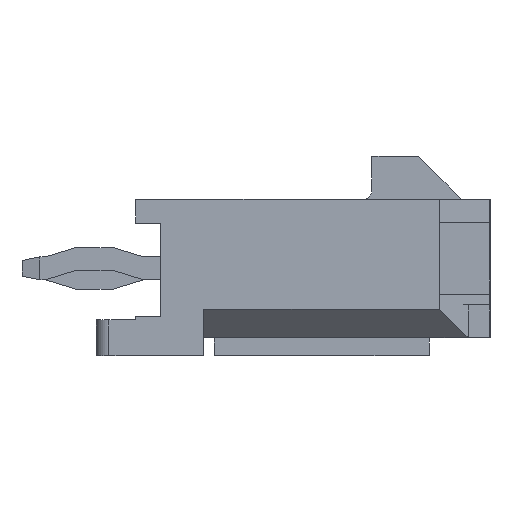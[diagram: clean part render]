
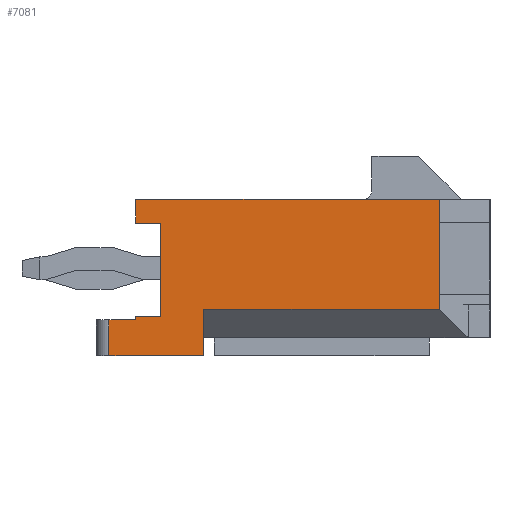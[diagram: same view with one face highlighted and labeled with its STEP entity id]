
A CAD part, left-side view. The second image highlights one B-rep face of the part: STEP entity #7081.
In plain terms, the highlighted planar face has unit normal (-1, 0, 0).
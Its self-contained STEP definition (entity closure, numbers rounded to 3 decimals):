
#865=ORIENTED_EDGE('',*,*,#2797,.F.);
#866=ORIENTED_EDGE('',*,*,#2798,.T.);
#867=ORIENTED_EDGE('',*,*,#2799,.F.);
#868=ORIENTED_EDGE('',*,*,#2800,.F.);
#869=ORIENTED_EDGE('',*,*,#2801,.F.);
#870=ORIENTED_EDGE('',*,*,#2237,.T.);
#871=ORIENTED_EDGE('',*,*,#2802,.T.);
#872=ORIENTED_EDGE('',*,*,#2803,.T.);
#873=ORIENTED_EDGE('',*,*,#2804,.T.);
#874=ORIENTED_EDGE('',*,*,#2805,.T.);
#875=ORIENTED_EDGE('',*,*,#2806,.T.);
#876=ORIENTED_EDGE('',*,*,#2807,.T.);
#877=ORIENTED_EDGE('',*,*,#2808,.T.);
#878=ORIENTED_EDGE('',*,*,#2809,.T.);
#2237=EDGE_CURVE('',#3261,#3260,#3923,.T.);
#2797=EDGE_CURVE('',#3704,#3705,#4483,.T.);
#2798=EDGE_CURVE('',#3704,#3706,#4484,.T.);
#2799=EDGE_CURVE('',#3707,#3706,#4485,.T.);
#2800=EDGE_CURVE('',#3708,#3707,#4486,.T.);
#2801=EDGE_CURVE('',#3261,#3708,#4487,.T.);
#2802=EDGE_CURVE('',#3260,#3709,#4488,.T.);
#2803=EDGE_CURVE('',#3709,#3710,#4489,.T.);
#2804=EDGE_CURVE('',#3710,#3711,#4490,.T.);
#2805=EDGE_CURVE('',#3711,#3712,#4491,.T.);
#2806=EDGE_CURVE('',#3712,#3713,#4492,.T.);
#2807=EDGE_CURVE('',#3713,#3714,#4493,.T.);
#2808=EDGE_CURVE('',#3714,#3715,#4494,.T.);
#2809=EDGE_CURVE('',#3715,#3705,#4495,.T.);
#3260=VERTEX_POINT('',#9929);
#3261=VERTEX_POINT('',#9931);
#3704=VERTEX_POINT('',#11033);
#3705=VERTEX_POINT('',#11034);
#3706=VERTEX_POINT('',#11036);
#3707=VERTEX_POINT('',#11038);
#3708=VERTEX_POINT('',#11040);
#3709=VERTEX_POINT('',#11043);
#3710=VERTEX_POINT('',#11045);
#3711=VERTEX_POINT('',#11047);
#3712=VERTEX_POINT('',#11049);
#3713=VERTEX_POINT('',#11051);
#3714=VERTEX_POINT('',#11053);
#3715=VERTEX_POINT('',#11055);
#3923=LINE('',#9930,#4941);
#4483=LINE('',#11032,#5501);
#4484=LINE('',#11035,#5502);
#4485=LINE('',#11037,#5503);
#4486=LINE('',#11039,#5504);
#4487=LINE('',#11041,#5505);
#4488=LINE('',#11042,#5506);
#4489=LINE('',#11044,#5507);
#4490=LINE('',#11046,#5508);
#4491=LINE('',#11048,#5509);
#4492=LINE('',#11050,#5510);
#4493=LINE('',#11052,#5511);
#4494=LINE('',#11054,#5512);
#4495=LINE('',#11056,#5513);
#4941=VECTOR('',#8053,1000.);
#5501=VECTOR('',#8811,1000.);
#5502=VECTOR('',#8812,1000.);
#5503=VECTOR('',#8813,1000.);
#5504=VECTOR('',#8814,1000.);
#5505=VECTOR('',#8815,1000.);
#5506=VECTOR('',#8816,1000.);
#5507=VECTOR('',#8817,1000.);
#5508=VECTOR('',#8818,1000.);
#5509=VECTOR('',#8819,1000.);
#5510=VECTOR('',#8820,1000.);
#5511=VECTOR('',#8821,1000.);
#5512=VECTOR('',#8822,1000.);
#5513=VECTOR('',#8823,1000.);
#5978=EDGE_LOOP('',(#865,#866,#867,#868,#869,#870,#871,#872,#873,#874,#875,
#876,#877,#878));
#6362=FACE_BOUND('',#5978,.T.);
#6723=PLANE('',#7645);
#7081=ADVANCED_FACE('',(#6362),#6723,.T.);
#7645=AXIS2_PLACEMENT_3D('',#11031,#8809,#8810);
#8053=DIRECTION('',(0.,1.,0.));
#8809=DIRECTION('',(-1.,0.,0.));
#8810=DIRECTION('',(0.,0.,1.));
#8811=DIRECTION('',(0.,0.,-1.));
#8812=DIRECTION('',(0.,-1.,0.));
#8813=DIRECTION('',(0.,0.,-1.));
#8814=DIRECTION('',(0.,0.,-1.));
#8815=DIRECTION('',(0.,0.,-1.));
#8816=DIRECTION('',(0.,0.,-1.));
#8817=DIRECTION('',(0.,-1.,0.));
#8818=DIRECTION('',(0.,0.,-1.));
#8819=DIRECTION('',(0.,1.,0.));
#8820=DIRECTION('',(0.,0.,-1.));
#8821=DIRECTION('',(0.,1.,0.));
#8822=DIRECTION('',(0.,0.,-1.));
#8823=DIRECTION('',(0.,-1.,0.));
#9929=CARTESIAN_POINT('',(-16.825,4.95,2.185));
#9930=CARTESIAN_POINT('',(-16.825,-4.95,2.185));
#9931=CARTESIAN_POINT('',(-16.825,-3.536,2.185));
#11031=CARTESIAN_POINT('',(-16.825,0.,0.));
#11032=CARTESIAN_POINT('',(-16.825,3.05,-1.685));
#11033=CARTESIAN_POINT('',(-16.825,3.05,-0.885));
#11034=CARTESIAN_POINT('',(-16.825,3.05,-2.185));
#11035=CARTESIAN_POINT('',(-16.825,0.,-0.885));
#11036=CARTESIAN_POINT('',(-16.825,-3.536,-0.885));
#11037=CARTESIAN_POINT('',(-16.825,-3.536,0.));
#11038=CARTESIAN_POINT('',(-16.825,-3.536,-0.465));
#11039=CARTESIAN_POINT('',(-16.825,-3.536,1.535));
#11040=CARTESIAN_POINT('',(-16.825,-3.536,1.535));
#11041=CARTESIAN_POINT('',(-16.825,-3.536,0.));
#11042=CARTESIAN_POINT('',(-16.825,4.95,2.185));
#11043=CARTESIAN_POINT('',(-16.825,4.95,1.515));
#11044=CARTESIAN_POINT('',(-16.825,0.,1.515));
#11045=CARTESIAN_POINT('',(-16.825,4.25,1.515));
#11046=CARTESIAN_POINT('',(-16.825,4.25,0.));
#11047=CARTESIAN_POINT('',(-16.825,4.25,-1.085));
#11048=CARTESIAN_POINT('',(-16.825,0.,-1.085));
#11049=CARTESIAN_POINT('',(-16.825,4.95,-1.085));
#11050=CARTESIAN_POINT('',(-16.825,4.95,2.185));
#11051=CARTESIAN_POINT('',(-16.825,4.95,-1.185));
#11052=CARTESIAN_POINT('',(-16.825,4.95,-1.185));
#11053=CARTESIAN_POINT('',(-16.825,5.7,-1.185));
#11054=CARTESIAN_POINT('',(-16.825,5.7,-1.185));
#11055=CARTESIAN_POINT('',(-16.825,5.7,-2.185));
#11056=CARTESIAN_POINT('',(-16.825,4.95,-2.185));
